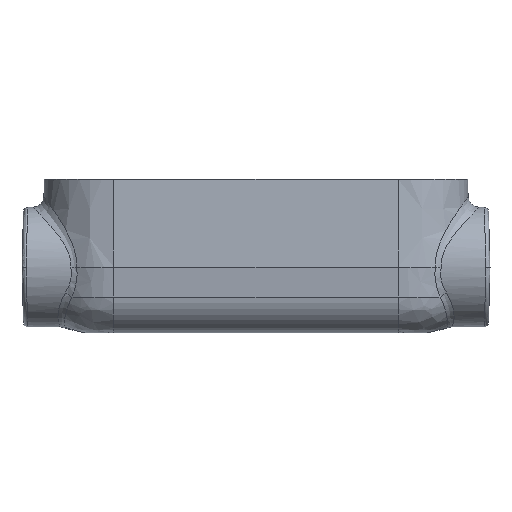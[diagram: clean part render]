
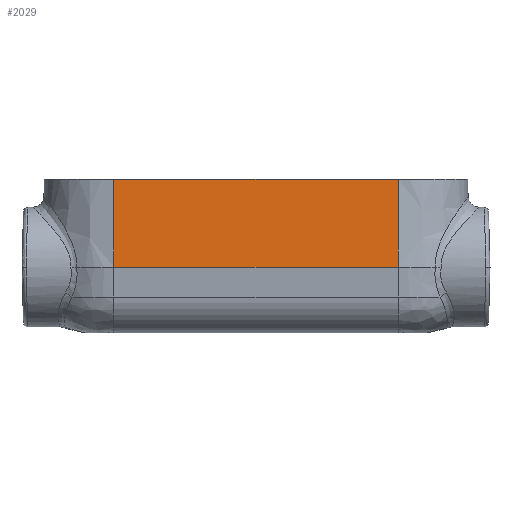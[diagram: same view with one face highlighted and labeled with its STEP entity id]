
A CAD part, front view. The second image highlights one B-rep face of the part: STEP entity #2029.
In plain terms, the highlighted planar face has unit normal (0, -1, 0.026).
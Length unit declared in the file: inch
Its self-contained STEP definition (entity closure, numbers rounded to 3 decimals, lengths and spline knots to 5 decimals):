
#435=FACE_OUTER_BOUND('',#573,.T.);
#573=EDGE_LOOP('',(#1649,#1650,#1651,#1652));
#720=LINE('',#4710,#800);
#724=LINE('',#4821,#804);
#729=LINE('',#5356,#809);
#731=LINE('',#5361,#811);
#800=VECTOR('',#2679,1.96942);
#804=VECTOR('',#2697,6.375);
#809=VECTOR('',#2722,1.96942);
#811=VECTOR('',#2728,6.375);
#930=VERTEX_POINT('',#4124);
#940=VERTEX_POINT('',#4708);
#946=VERTEX_POINT('',#4767);
#953=VERTEX_POINT('',#5355);
#1188=EDGE_CURVE('',#940,#930,#720,.T.);
#1198=EDGE_CURVE('',#946,#930,#724,.T.);
#1210=EDGE_CURVE('',#953,#946,#729,.T.);
#1213=EDGE_CURVE('',#953,#940,#731,.F.);
#1649=ORIENTED_EDGE('',*,*,#1188,.F.);
#1650=ORIENTED_EDGE('',*,*,#1213,.F.);
#1651=ORIENTED_EDGE('',*,*,#1210,.T.);
#1652=ORIENTED_EDGE('',*,*,#1198,.T.);
#1952=PLANE('',#2256);
#2029=ADVANCED_FACE('',(#435),#1952,.F.);
#2256=AXIS2_PLACEMENT_3D('',#5360,#2726,#2727);
#2679=DIRECTION('',(0.,-0.026,-1.));
#2697=DIRECTION('',(1.,0.,0.));
#2722=DIRECTION('',(0.,-0.026,-1.));
#2726=DIRECTION('center_axis',(0.,1.,-0.026));
#2727=DIRECTION('ref_axis',(0.,0.026,1.));
#2728=DIRECTION('',(-1.,0.,0.));
#4124=CARTESIAN_POINT('',(6.375,0.,0.));
#4708=CARTESIAN_POINT('',(6.375,0.05155,1.96875));
#4710=CARTESIAN_POINT('',(6.375,0.05155,1.96875));
#4767=CARTESIAN_POINT('',(0.,0.,0.));
#4821=CARTESIAN_POINT('',(0.,0.,0.));
#5355=CARTESIAN_POINT('',(0.,0.05155,1.96875));
#5356=CARTESIAN_POINT('',(0.,0.05155,1.96875));
#5360=CARTESIAN_POINT('Origin',(0.,0.,0.));
#5361=CARTESIAN_POINT('',(6.375,0.05155,1.96875));
